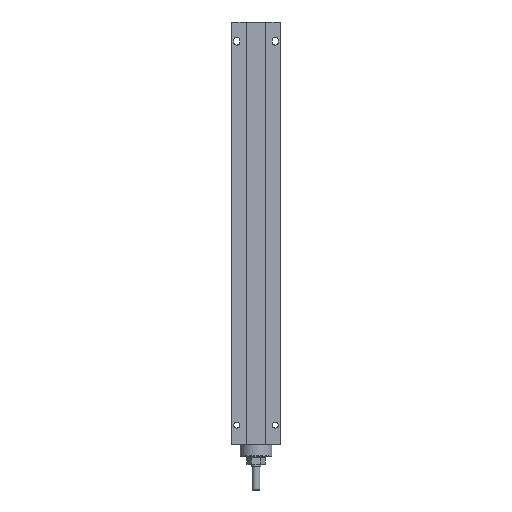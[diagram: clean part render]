
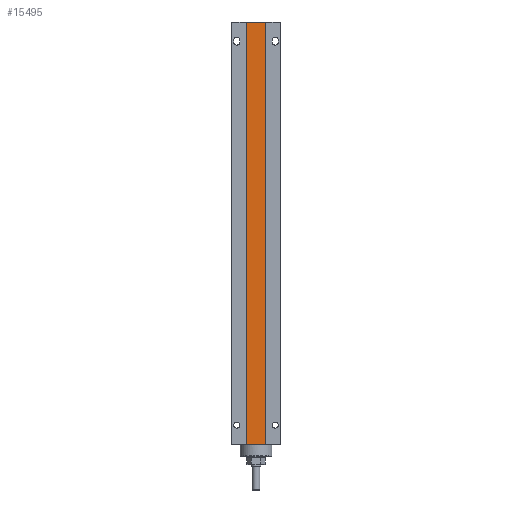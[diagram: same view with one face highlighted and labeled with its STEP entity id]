
A CAD part, front view. The second image highlights one B-rep face of the part: STEP entity #15495.
In plain terms, the highlighted planar face has unit normal (0, -1, 0).
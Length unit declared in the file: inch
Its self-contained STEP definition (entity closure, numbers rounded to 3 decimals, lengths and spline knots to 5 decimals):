
#526 = PLANE ( 'NONE',  #14991 ) ;
#1793 = DIRECTION ( 'NONE',  ( -1., 0., 0. ) ) ;
#5275 = VERTEX_POINT ( 'NONE', #38453 ) ;
#5605 = EDGE_CURVE ( 'NONE', #10990, #23591, #24634, .T. ) ;
#6281 = VERTEX_POINT ( 'NONE', #11780 ) ;
#6393 = ORIENTED_EDGE ( 'NONE', *, *, #5605, .T. ) ;
#7197 = CARTESIAN_POINT ( 'NONE',  ( 0., -0.576, 0. ) ) ;
#7678 = DIRECTION ( 'NONE',  ( 0., 0., -1. ) ) ;
#9266 = ORIENTED_EDGE ( 'NONE', *, *, #22561, .T. ) ;
#9638 = ORIENTED_EDGE ( 'NONE', *, *, #9935, .T. ) ;
#9935 = EDGE_CURVE ( 'NONE', #6281, #5275, #11706, .T. ) ;
#10122 = VECTOR ( 'NONE', #21590, 39.37008 ) ;
#10990 = VERTEX_POINT ( 'NONE', #16309 ) ;
#11706 = LINE ( 'NONE', #24140, #31366 ) ;
#11780 = CARTESIAN_POINT ( 'NONE',  ( -0.38657, -0.576, 0. ) ) ;
#14738 = CARTESIAN_POINT ( 'NONE',  ( 0., -0.576, 0. ) ) ;
#14991 = AXIS2_PLACEMENT_3D ( 'NONE', #7197, #37853, #37656 ) ;
#15438 = ORIENTED_EDGE ( 'NONE', *, *, #38044, .T. ) ;
#15495 = ADVANCED_FACE ( 'NONE', ( #21223 ), #526, .T. ) ;
#16309 = CARTESIAN_POINT ( 'NONE',  ( 0.38657, -0.576, -13.79 ) ) ;
#16969 = LINE ( 'NONE', #22709, #34177 ) ;
#17184 = DIRECTION ( 'NONE',  ( 1., 0., 0. ) ) ;
#19309 = VECTOR ( 'NONE', #1793, 39.37008 ) ;
#21223 = FACE_OUTER_BOUND ( 'NONE', #33597, .T. ) ;
#21590 = DIRECTION ( 'NONE',  ( 0., 0., 1. ) ) ;
#22561 = EDGE_CURVE ( 'NONE', #23591, #6281, #22700, .T. ) ;
#22700 = LINE ( 'NONE', #14738, #19309 ) ;
#22709 = CARTESIAN_POINT ( 'NONE',  ( 0.34835, -0.576, -13.79 ) ) ;
#23591 = VERTEX_POINT ( 'NONE', #33600 ) ;
#24140 = CARTESIAN_POINT ( 'NONE',  ( -0.38657, -0.576, 0. ) ) ;
#24634 = LINE ( 'NONE', #28094, #10122 ) ;
#28094 = CARTESIAN_POINT ( 'NONE',  ( 0.38657, -0.576, 0. ) ) ;
#31366 = VECTOR ( 'NONE', #7678, 39.37008 ) ;
#33597 = EDGE_LOOP ( 'NONE', ( #9638, #15438, #6393, #9266 ) ) ;
#33600 = CARTESIAN_POINT ( 'NONE',  ( 0.38657, -0.576, 0. ) ) ;
#34177 = VECTOR ( 'NONE', #17184, 39.37008 ) ;
#37656 = DIRECTION ( 'NONE',  ( 0., 0., -1. ) ) ;
#37853 = DIRECTION ( 'NONE',  ( 0., -1., 0. ) ) ;
#38044 = EDGE_CURVE ( 'NONE', #5275, #10990, #16969, .T. ) ;
#38453 = CARTESIAN_POINT ( 'NONE',  ( -0.38657, -0.576, -13.79 ) ) ;
